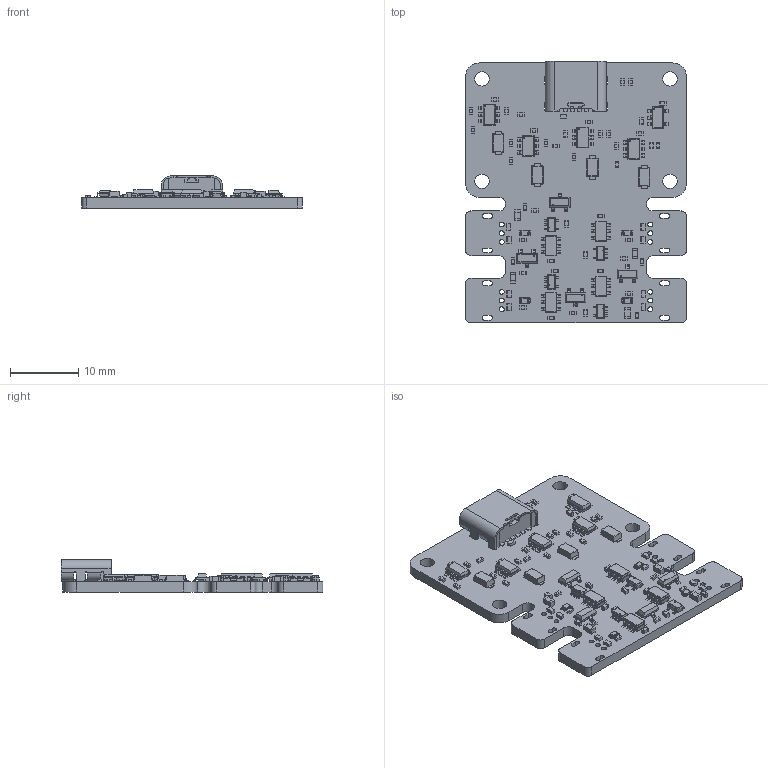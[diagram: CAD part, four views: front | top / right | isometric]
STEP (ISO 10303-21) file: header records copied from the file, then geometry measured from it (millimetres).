
FILE_DESCRIPTION(('Open CASCADE Model'),'2;1');
FILE_NAME('Open CASCADE Shape Model','2021-07-02T14:50:21',('Author'),( 'Open CASCADE'),'Open CASCADE STEP processor 6.8','Open CASCADE 6.8' ,'Unknown');
FILE_SCHEMA(('AUTOMOTIVE_DESIGN { 1 0 10303 214 1 1 1 1 }'));
Length unit declared in the file: millimetre
Products named in the file (118): PCB; Board; Open CASCADE STEP translator 6.8 6.1.1; D21; MSRC-ON_SEMI_SOD123FL; D20; D18; D14; R22; 5973396224; Extruded; 6521788176; R21; D15; MSRC-0603_LED_Orange; U9; MRC-TSSOP5_(SOT353)_v2; SOT353_Lower_body; SOT353_Lead; SOT353_Upper_body; U8; U7; U6; FB4; 9236887984; 9236888144; FB3; FB2; FB1; U5; PADAUK-SOT23-6; U4; U3; U2; U13; MSFT_TI_TPS61070DDCR; Model; U12; U11; U10 ...
Assembly tree (282 placements, depth 4):
  PCB
    Board
      Open CASCADE STEP translator 6.8 6.1.1
    D21
      MSRC-ON_SEMI_SOD123FL
    D20
      MSRC-ON_SEMI_SOD123FL
    D18
      MSRC-ON_SEMI_SOD123FL
    D14
      MSRC-ON_SEMI_SOD123FL
    R22
      5973396224
        Extruded
      6521788176  x2
        Extruded
    R21
      6521788176  x2
        Extruded
      5973396224
        Extruded
    D15
      MSRC-0603_LED_Orange
    U9
      MRC-TSSOP5_(SOT353)_v2
        SOT353_Lower_body
        SOT353_Lead  x5
        SOT353_Upper_body
    U8
      MRC-TSSOP5_(SOT353)_v2
        SOT353_Lower_body
        SOT353_Lead  x5
        SOT353_Upper_body
    U7
      MRC-TSSOP5_(SOT353)_v2
        SOT353_Lower_body
        SOT353_Lead  x5
        SOT353_Upper_body
    U6
      MRC-TSSOP5_(SOT353)_v2
        SOT353_Lower_body
        SOT353_Lead  x5
        SOT353_Upper_body
    FB4
      9236887984  x2
        Extruded
      9236888144
        Extruded
    FB3
      9236887984  x2
        Extruded
      9236888144
        Extruded
    FB2
      9236888144
        Extruded
      9236887984  x2
        Extruded
    FB1
      9236887984  x2
Bounding box: 32.34 x 38.3 x 4.71 mm (x, y, z)
Volume: 1957.1 mm3; surface area: 3938.9 mm2
Topology: 323 solids, 323 shells, 3905 faces, 9118 edges, 5848 vertices
Faces by surface type: plane 2812, cylinder 849, sphere 184, bspline 40, torus 16, cone 4
Full cylindrical faces by diameter (mm): 0.104 x4, 0.152 x4, 0.165 x1, 0.175 x4, 0.71 x12, 2.1 x4
Entity records: 36847 total; most frequent: CARTESIAN_POINT 7782, DIRECTION 5759, ORIENTED_EDGE 5128, EDGE_CURVE 2564, AXIS2_PLACEMENT_3D 1921, LINE 1917, VECTOR 1917, VERTEX_POINT 1653
